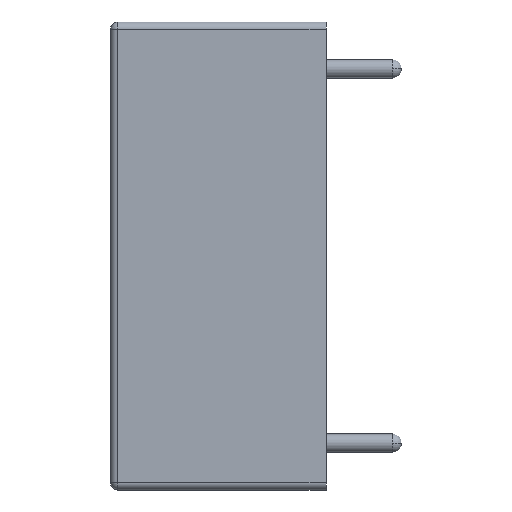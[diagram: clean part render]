
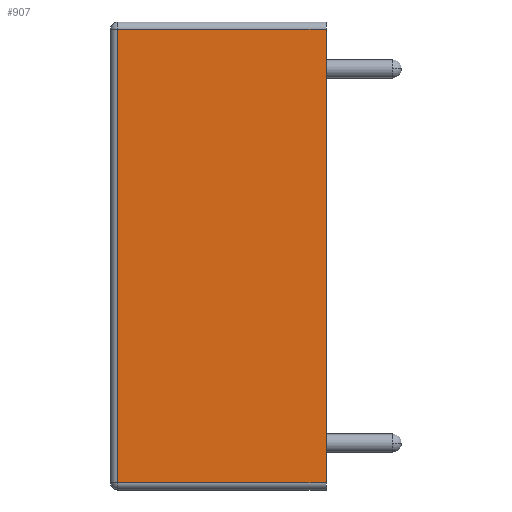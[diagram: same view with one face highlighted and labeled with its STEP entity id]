
A CAD part, left-side view. The second image highlights one B-rep face of the part: STEP entity #907.
In plain terms, the highlighted planar face has unit normal (-1, 0, 0).
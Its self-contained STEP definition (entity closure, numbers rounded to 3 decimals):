
#14 = CARTESIAN_POINT ( 'NONE',  ( -12.7, 11.3, -12.7 ) ) ;
#76 = VERTEX_POINT ( 'NONE', #1291 ) ;
#82 = EDGE_CURVE ( 'NONE', #526, #181, #660, .T. ) ;
#89 = CARTESIAN_POINT ( 'NONE',  ( -12.7, 11.7, -12.3 ) ) ;
#130 = CARTESIAN_POINT ( 'NONE',  ( -12.7, 11.7, -12.7 ) ) ;
#173 = DIRECTION ( 'NONE',  ( 0., 1., 0. ) ) ;
#181 = VERTEX_POINT ( 'NONE', #257 ) ;
#214 = DIRECTION ( 'NONE',  ( 0., 0., -1. ) ) ;
#220 = VECTOR ( 'NONE', #173, 1000. ) ;
#223 = DIRECTION ( 'NONE',  ( 1., 0., 0. ) ) ;
#257 = CARTESIAN_POINT ( 'NONE',  ( -12.7, 11.3, -12.3 ) ) ;
#301 = DIRECTION ( 'NONE',  ( 0., 0., 1. ) ) ;
#332 = CARTESIAN_POINT ( 'NONE',  ( -12.7, 11.3, 12.3 ) ) ;
#341 = VECTOR ( 'NONE', #214, 1000. ) ;
#366 = CARTESIAN_POINT ( 'NONE',  ( -12.7, 11.7, 12.3 ) ) ;
#391 = EDGE_CURVE ( 'NONE', #181, #76, #850, .T. ) ;
#423 = EDGE_CURVE ( 'NONE', #76, #1149, #606, .T. ) ;
#448 = CARTESIAN_POINT ( 'NONE',  ( -12.7, 0., 12.3 ) ) ;
#466 = ORIENTED_EDGE ( 'NONE', *, *, #1251, .T. ) ;
#505 = EDGE_LOOP ( 'NONE', ( #523, #521, #1080, #466 ) ) ;
#521 = ORIENTED_EDGE ( 'NONE', *, *, #391, .T. ) ;
#523 = ORIENTED_EDGE ( 'NONE', *, *, #82, .T. ) ;
#526 = VERTEX_POINT ( 'NONE', #332 ) ;
#533 = DIRECTION ( 'NONE',  ( 0., 0., -1. ) ) ;
#606 = LINE ( 'NONE', #731, #707 ) ;
#660 = LINE ( 'NONE', #14, #341 ) ;
#707 = VECTOR ( 'NONE', #301, 1000. ) ;
#731 = CARTESIAN_POINT ( 'NONE',  ( -12.7, 0., -12.7 ) ) ;
#781 = VECTOR ( 'NONE', #1051, 1000. ) ;
#814 = FACE_OUTER_BOUND ( 'NONE', #505, .T. ) ;
#850 = LINE ( 'NONE', #89, #781 ) ;
#888 = AXIS2_PLACEMENT_3D ( 'NONE', #130, #223, #533 ) ;
#907 = ADVANCED_FACE ( 'NONE', ( #814 ), #1187, .F. ) ;
#926 = LINE ( 'NONE', #366, #220 ) ;
#1051 = DIRECTION ( 'NONE',  ( 0., -1., 0. ) ) ;
#1080 = ORIENTED_EDGE ( 'NONE', *, *, #423, .T. ) ;
#1149 = VERTEX_POINT ( 'NONE', #448 ) ;
#1187 = PLANE ( 'NONE',  #888 ) ;
#1251 = EDGE_CURVE ( 'NONE', #1149, #526, #926, .T. ) ;
#1291 = CARTESIAN_POINT ( 'NONE',  ( -12.7, 0., -12.3 ) ) ;
